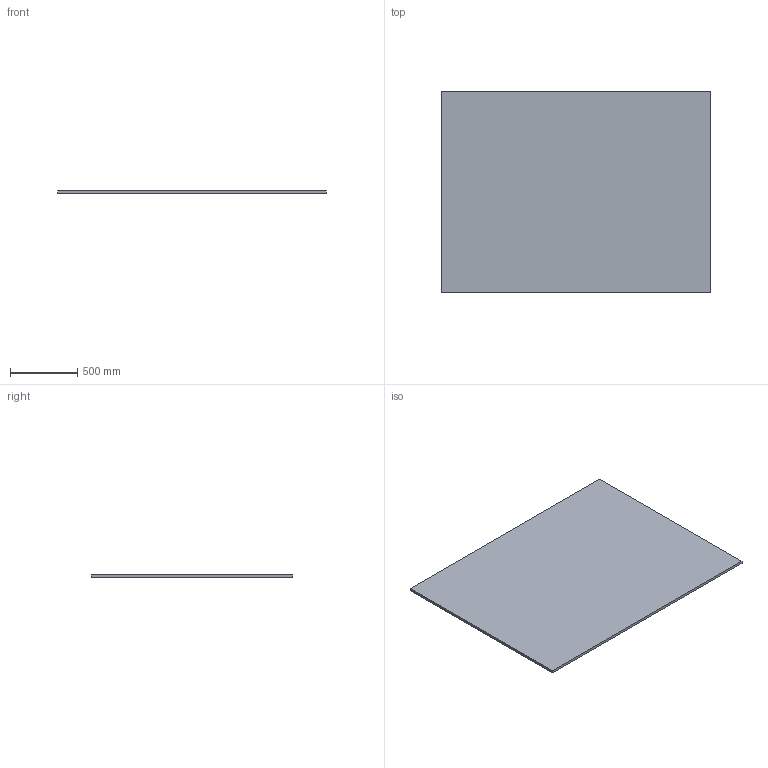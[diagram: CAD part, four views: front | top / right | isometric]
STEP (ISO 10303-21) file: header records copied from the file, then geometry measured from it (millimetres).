
FILE_DESCRIPTION(('STEP AP203'),'1');
FILE_NAME('53-10-BH-STA350_MASTER_ASM.stp','2025-10-11T01:02:35',('SmartCAD'),('SmartCAD'),'SmartCAD AP203 writer','SmartCAD','');
FILE_SCHEMA(('CONFIG_CONTROL_DESIGN'));
Length unit declared in the file: millimetre
Products named in the file (1): 53-10-BH-STA350_MASTER_ASM
Bounding box: 2000 x 1500 x 20 mm (x, y, z)
Volume: 60000000 mm3; surface area: 6140000 mm2
Topology: 1 solids, 1 shells, 6 faces, 12 edges, 8 vertices
Faces by surface type: plane 6
Entity records: 142 total; most frequent: ORIENTED_EDGE 24, DIRECTION 21, VECTOR 12, LINE 12, EDGE_CURVE 12, CARTESIAN_POINT 8, VERTEX_POINT 8, EDGE_LOOP 6
